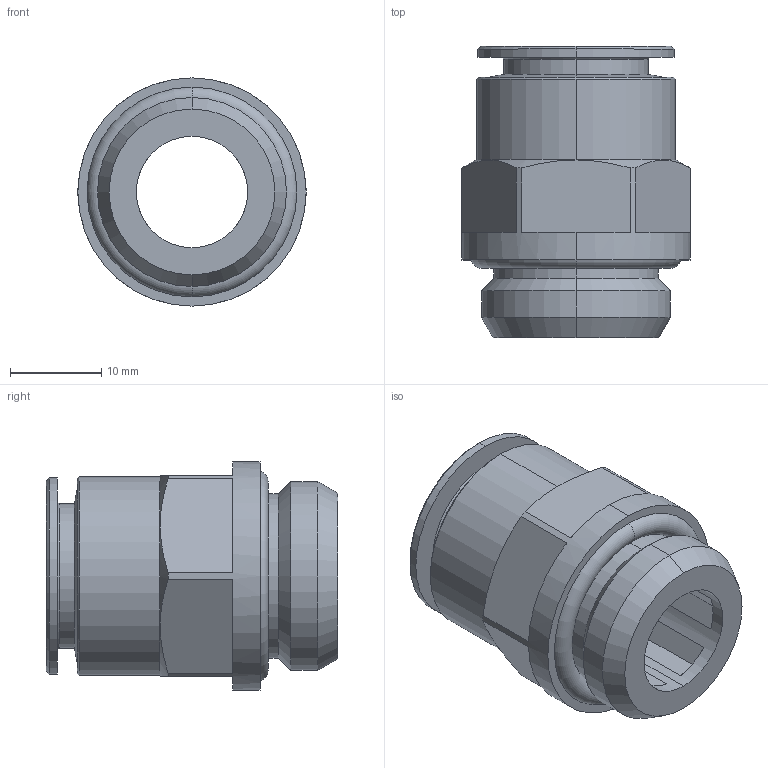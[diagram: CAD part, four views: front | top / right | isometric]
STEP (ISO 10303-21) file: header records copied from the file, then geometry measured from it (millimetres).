
FILE_DESCRIPTION (( 'STEP AP203' ), '1' );
FILE_NAME ('A0020074.STEP', '2009-01-20T09:50:53', ( '' ), ( 'sopra-pneumatic' ), 'SwSTEP 2.0', 'SolidWorks 2008', '' );
FILE_SCHEMA (( 'CONFIG_CONTROL_DESIGN' ));
Length unit declared in the file: millimetre
Products named in the file (1): A0020074
Bounding box: 25 x 31.9 x 25 mm (x, y, z)
Volume: 6987.8 mm3; surface area: 4653.9 mm2
Topology: 1 solids, 1 shells, 71 faces, 176 edges, 110 vertices
Faces by surface type: plane 35, cone 18, cylinder 16, torus 2
Entity records: 2253 total; most frequent: CARTESIAN_POINT 462, DIRECTION 374, ORIENTED_EDGE 352, EDGE_CURVE 176, AXIS2_PLACEMENT_3D 146, VERTEX_POINT 110, LINE 82, VECTOR 82
